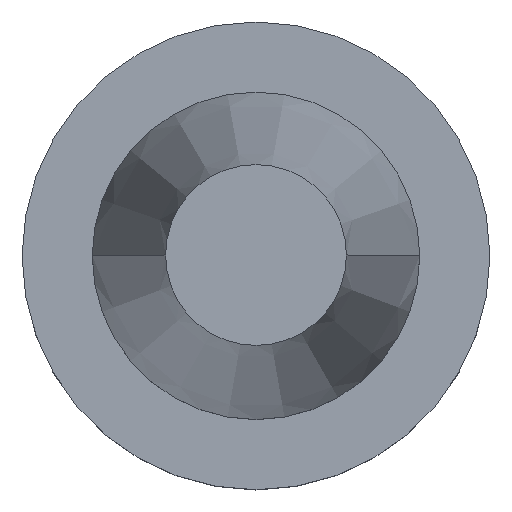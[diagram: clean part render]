
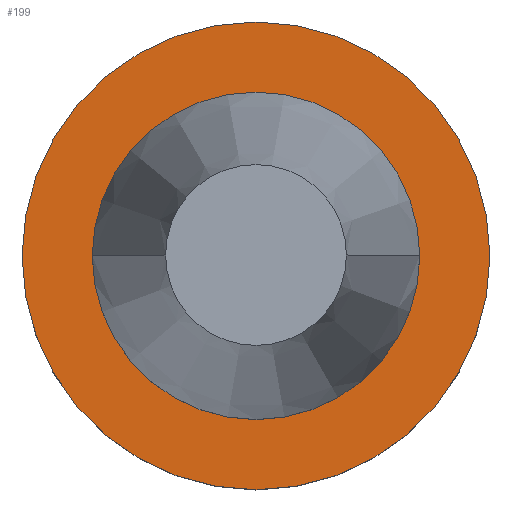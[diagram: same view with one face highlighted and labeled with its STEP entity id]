
A CAD part, top view. The second image highlights one B-rep face of the part: STEP entity #199.
In plain terms, the highlighted planar face has unit normal (0, 0, 1).
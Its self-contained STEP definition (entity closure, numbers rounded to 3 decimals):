
#61 = FACE_BOUND ( 'NONE', #482, .T. ) ;
#72 = DIRECTION ( 'NONE',  ( 1., 0., 0. ) ) ;
#73 = DIRECTION ( 'NONE',  ( -1., 0., 0. ) ) ;
#79 = CARTESIAN_POINT ( 'NONE',  ( 0., 0., -3.175 ) ) ;
#83 = CARTESIAN_POINT ( 'NONE',  ( 0., 0., -3.175 ) ) ;
#119 = AXIS2_PLACEMENT_3D ( 'NONE', #83, #133, #205 ) ;
#133 = DIRECTION ( 'NONE',  ( 0., 0., 1. ) ) ;
#138 = EDGE_CURVE ( 'NONE', #254, #397, #718, .T. ) ;
#159 = VERTEX_POINT ( 'NONE', #499 ) ;
#174 = CARTESIAN_POINT ( 'NONE',  ( 0., 0., -3.175 ) ) ;
#192 = FACE_OUTER_BOUND ( 'NONE', #739, .T. ) ;
#196 = AXIS2_PLACEMENT_3D ( 'NONE', #308, #737, #548 ) ;
#199 = ADVANCED_FACE ( 'NONE', ( #61, #192 ), #425, .F. ) ;
#205 = DIRECTION ( 'NONE',  ( 1., 0., 0. ) ) ;
#211 = ORIENTED_EDGE ( 'NONE', *, *, #138, .F. ) ;
#224 = CARTESIAN_POINT ( 'NONE',  ( 31.75, 0., -3.175 ) ) ;
#254 = VERTEX_POINT ( 'NONE', #581 ) ;
#257 = CIRCLE ( 'NONE', #428, 31.75 ) ;
#290 = DIRECTION ( 'NONE',  ( 0., 0., 1. ) ) ;
#308 = CARTESIAN_POINT ( 'NONE',  ( 0., 0., -3.175 ) ) ;
#360 = ORIENTED_EDGE ( 'NONE', *, *, #525, .T. ) ;
#369 = DIRECTION ( 'NONE',  ( 0., 0., -1. ) ) ;
#379 = AXIS2_PLACEMENT_3D ( 'NONE', #664, #369, #73 ) ;
#381 = CIRCLE ( 'NONE', #568, 22.225 ) ;
#397 = VERTEX_POINT ( 'NONE', #772 ) ;
#408 = DIRECTION ( 'NONE',  ( 1., 0., 0. ) ) ;
#425 = PLANE ( 'NONE',  #379 ) ;
#428 = AXIS2_PLACEMENT_3D ( 'NONE', #174, #290, #408 ) ;
#482 = EDGE_LOOP ( 'NONE', ( #211, #745 ) ) ;
#498 = DIRECTION ( 'NONE',  ( 0., 0., 1. ) ) ;
#499 = CARTESIAN_POINT ( 'NONE',  ( -31.75, 0., -3.175 ) ) ;
#518 = CIRCLE ( 'NONE', #196, 31.75 ) ;
#525 = EDGE_CURVE ( 'NONE', #768, #159, #257, .T. ) ;
#548 = DIRECTION ( 'NONE',  ( 1., 0., 0. ) ) ;
#568 = AXIS2_PLACEMENT_3D ( 'NONE', #79, #498, #72 ) ;
#581 = CARTESIAN_POINT ( 'NONE',  ( 22.225, 0., -3.175 ) ) ;
#660 = EDGE_CURVE ( 'NONE', #397, #254, #381, .T. ) ;
#664 = CARTESIAN_POINT ( 'NONE',  ( 0., 31.75, -3.175 ) ) ;
#669 = EDGE_CURVE ( 'NONE', #159, #768, #518, .T. ) ;
#718 = CIRCLE ( 'NONE', #119, 22.225 ) ;
#733 = ORIENTED_EDGE ( 'NONE', *, *, #669, .T. ) ;
#737 = DIRECTION ( 'NONE',  ( 0., 0., 1. ) ) ;
#739 = EDGE_LOOP ( 'NONE', ( #360, #733 ) ) ;
#745 = ORIENTED_EDGE ( 'NONE', *, *, #660, .F. ) ;
#768 = VERTEX_POINT ( 'NONE', #224 ) ;
#772 = CARTESIAN_POINT ( 'NONE',  ( -22.225, 0., -3.175 ) ) ;
